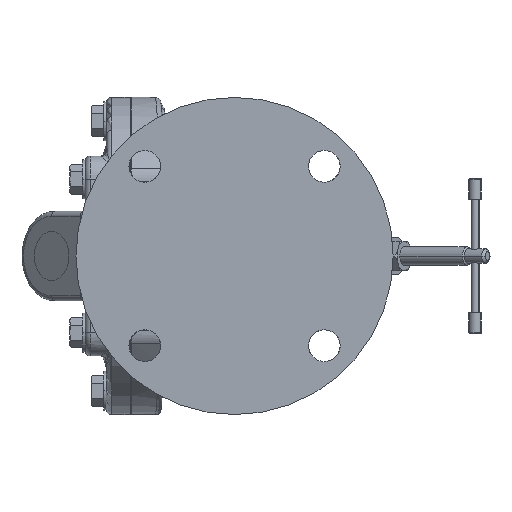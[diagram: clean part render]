
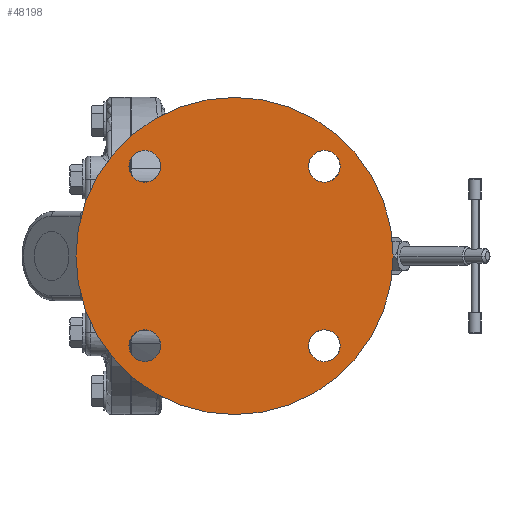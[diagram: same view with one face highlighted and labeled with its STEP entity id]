
A CAD part, left-side view. The second image highlights one B-rep face of the part: STEP entity #48198.
In plain terms, the highlighted planar face has unit normal (-1, 0, 0).
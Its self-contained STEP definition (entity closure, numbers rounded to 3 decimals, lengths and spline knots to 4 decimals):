
#11977=CARTESIAN_POINT('',(-4.75,0.,0.));
#11978=DIRECTION('',(1.,0.,0.));
#11979=DIRECTION('',(0.,-1.,0.));
#11980=AXIS2_PLACEMENT_3D('',#11977,#11978,#11979);
#11995=CARTESIAN_POINT('',(-4.75,2.1213,-2.1213));
#11996=DIRECTION('',(1.,0.,0.));
#11997=DIRECTION('',(0.,0.,-1.));
#11998=AXIS2_PLACEMENT_3D('',#11995,#11996,#11997);
#12000=CARTESIAN_POINT('',(-4.75,2.1213,-2.1213));
#12001=DIRECTION('',(1.,0.,0.));
#12002=DIRECTION('',(0.,0.,1.));
#12003=AXIS2_PLACEMENT_3D('',#12000,#12001,#12002);
#12005=CARTESIAN_POINT('',(-4.75,2.1213,2.1213));
#12006=DIRECTION('',(1.,0.,0.));
#12007=DIRECTION('',(0.,0.,-1.));
#12008=AXIS2_PLACEMENT_3D('',#12005,#12006,#12007);
#12010=CARTESIAN_POINT('',(-4.75,2.1213,2.1213));
#12011=DIRECTION('',(1.,0.,0.));
#12012=DIRECTION('',(0.,0.,1.));
#12013=AXIS2_PLACEMENT_3D('',#12010,#12011,#12012);
#12015=CARTESIAN_POINT('',(-4.75,-2.1213,2.1213));
#12016=DIRECTION('',(1.,0.,0.));
#12017=DIRECTION('',(0.,0.,-1.));
#12018=AXIS2_PLACEMENT_3D('',#12015,#12016,#12017);
#12020=CARTESIAN_POINT('',(-4.75,-2.1213,2.1213));
#12021=DIRECTION('',(1.,0.,0.));
#12022=DIRECTION('',(0.,0.,1.));
#12023=AXIS2_PLACEMENT_3D('',#12020,#12021,#12022);
#12025=CARTESIAN_POINT('',(-4.75,-2.1213,-2.1213));
#12026=DIRECTION('',(1.,0.,0.));
#12027=DIRECTION('',(0.,0.,-1.));
#12028=AXIS2_PLACEMENT_3D('',#12025,#12026,#12027);
#12030=CARTESIAN_POINT('',(-4.75,-2.1213,-2.1213));
#12031=DIRECTION('',(1.,0.,0.));
#12032=DIRECTION('',(0.,0.,1.));
#12033=AXIS2_PLACEMENT_3D('',#12030,#12031,#12032);
#12035=CARTESIAN_POINT('',(-4.75,0.,0.));
#12036=DIRECTION('',(1.,0.,0.));
#12037=DIRECTION('',(0.,1.,0.));
#12038=AXIS2_PLACEMENT_3D('',#12035,#12036,#12037);
#28069=CARTESIAN_POINT('',(-4.75,3.75,0.));
#28070=CARTESIAN_POINT('',(-4.75,-3.75,0.));
#28071=VERTEX_POINT('',#28069);
#28072=VERTEX_POINT('',#28070);
#29606=CARTESIAN_POINT('',(-4.75,2.1213,-2.4963));
#29608=VERTEX_POINT('',#29606);
#29610=CARTESIAN_POINT('',(-4.75,2.1213,-1.7463));
#29612=VERTEX_POINT('',#29610);
#29614=CARTESIAN_POINT('',(-4.75,2.1213,1.7463));
#29616=VERTEX_POINT('',#29614);
#29618=CARTESIAN_POINT('',(-4.75,2.1213,2.4963));
#29620=VERTEX_POINT('',#29618);
#29622=CARTESIAN_POINT('',(-4.75,-2.1213,1.7463));
#29624=VERTEX_POINT('',#29622);
#29626=CARTESIAN_POINT('',(-4.75,-2.1213,2.4963));
#29628=VERTEX_POINT('',#29626);
#29630=CARTESIAN_POINT('',(-4.75,-2.1213,-2.4963));
#29632=VERTEX_POINT('',#29630);
#29634=CARTESIAN_POINT('',(-4.75,-2.1213,-1.7463));
#29636=VERTEX_POINT('',#29634);
#48164=CARTESIAN_POINT('',(-4.75,-3.75,4.));
#48165=DIRECTION('',(1.,0.,0.));
#48166=DIRECTION('',(0.,1.,0.));
#48167=AXIS2_PLACEMENT_3D('',#48164,#48165,#48166);
#48168=PLANE('',#48167);
#48170=ORIENTED_EDGE('',*,*,#48169,.T.);
#48171=ORIENTED_EDGE('',*,*,#48154,.T.);
#48172=EDGE_LOOP('',(#48170,#48171));
#48173=FACE_OUTER_BOUND('',#48172,.F.);
#48175=ORIENTED_EDGE('',*,*,#48174,.F.);
#48177=ORIENTED_EDGE('',*,*,#48176,.F.);
#48178=EDGE_LOOP('',(#48175,#48177));
#48179=FACE_BOUND('',#48178,.F.);
#48181=ORIENTED_EDGE('',*,*,#48180,.F.);
#48183=ORIENTED_EDGE('',*,*,#48182,.F.);
#48184=EDGE_LOOP('',(#48181,#48183));
#48185=FACE_BOUND('',#48184,.F.);
#48187=ORIENTED_EDGE('',*,*,#48186,.F.);
#48189=ORIENTED_EDGE('',*,*,#48188,.F.);
#48190=EDGE_LOOP('',(#48187,#48189));
#48191=FACE_BOUND('',#48190,.F.);
#48193=ORIENTED_EDGE('',*,*,#48192,.F.);
#48195=ORIENTED_EDGE('',*,*,#48194,.F.);
#48196=EDGE_LOOP('',(#48193,#48195));
#48197=FACE_BOUND('',#48196,.F.);
#48198=ADVANCED_FACE('',(#48173,#48179,#48185,#48191,#48197),#48168,.F.);
#11981=CIRCLE('',#11980,3.75);
#11999=CIRCLE('',#11998,0.375);
#12004=CIRCLE('',#12003,0.375);
#12009=CIRCLE('',#12008,0.375);
#12014=CIRCLE('',#12013,0.375);
#12019=CIRCLE('',#12018,0.375);
#12024=CIRCLE('',#12023,0.375);
#12029=CIRCLE('',#12028,0.375);
#12034=CIRCLE('',#12033,0.375);
#12039=CIRCLE('',#12038,3.75);
#48154=EDGE_CURVE('',#28072,#28071,#11981,.T.);
#48169=EDGE_CURVE('',#28071,#28072,#12039,.T.);
#48174=EDGE_CURVE('',#29608,#29612,#11999,.T.);
#48176=EDGE_CURVE('',#29612,#29608,#12004,.T.);
#48180=EDGE_CURVE('',#29616,#29620,#12009,.T.);
#48182=EDGE_CURVE('',#29620,#29616,#12014,.T.);
#48186=EDGE_CURVE('',#29624,#29628,#12019,.T.);
#48188=EDGE_CURVE('',#29628,#29624,#12024,.T.);
#48192=EDGE_CURVE('',#29632,#29636,#12029,.T.);
#48194=EDGE_CURVE('',#29636,#29632,#12034,.T.);
